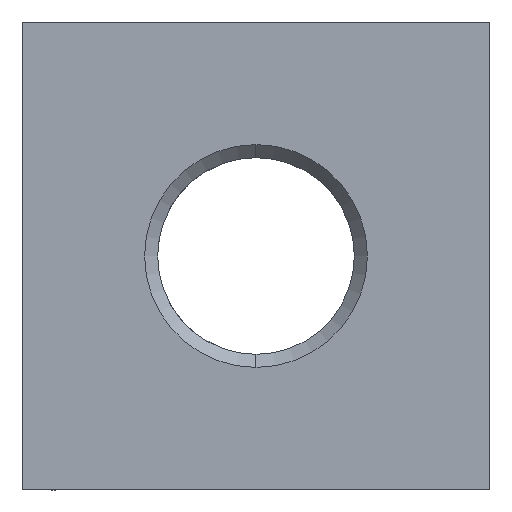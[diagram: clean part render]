
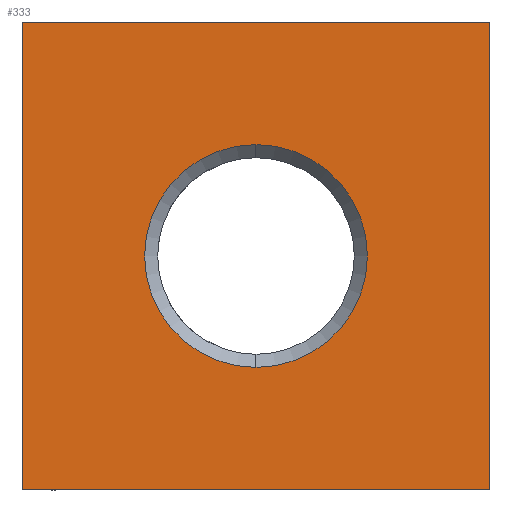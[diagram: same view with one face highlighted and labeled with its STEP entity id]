
A CAD part, left-side view. The second image highlights one B-rep face of the part: STEP entity #333.
In plain terms, the highlighted planar face has unit normal (-1, 0, 0).
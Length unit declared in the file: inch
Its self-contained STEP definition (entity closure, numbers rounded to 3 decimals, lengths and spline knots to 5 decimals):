
#6 = CARTESIAN_POINT ( 'NONE',  ( -4.75, -0.625, 0.625 ) ) ;
#91 = EDGE_CURVE ( 'NONE', #1325, #796, #1616, .T. ) ;
#123 = CIRCLE ( 'NONE', #1857, 0.2975 ) ;
#131 = CARTESIAN_POINT ( 'NONE',  ( -4.75, 0.625, -0.625 ) ) ;
#137 = DIRECTION ( 'NONE',  ( 0., 0., 1. ) ) ;
#167 = EDGE_CURVE ( 'NONE', #602, #1023, #1823, .T. ) ;
#221 = FACE_OUTER_BOUND ( 'NONE', #907, .T. ) ;
#239 = CARTESIAN_POINT ( 'NONE',  ( -4.75, 0., 0. ) ) ;
#333 = ADVANCED_FACE ( 'NONE', ( #1107, #221 ), #655, .T. ) ;
#338 = VECTOR ( 'NONE', #958, 39.37008 ) ;
#380 = AXIS2_PLACEMENT_3D ( 'NONE', #1258, #812, #1689 ) ;
#493 = ORIENTED_EDGE ( 'NONE', *, *, #91, .F. ) ;
#509 = CARTESIAN_POINT ( 'NONE',  ( -4.75, -0.625, -0.625 ) ) ;
#531 = DIRECTION ( 'NONE',  ( 1., 0., 0. ) ) ;
#564 = CARTESIAN_POINT ( 'NONE',  ( -4.75, 0., 0.2975 ) ) ;
#565 = VERTEX_POINT ( 'NONE', #1153 ) ;
#583 = ORIENTED_EDGE ( 'NONE', *, *, #167, .T. ) ;
#602 = VERTEX_POINT ( 'NONE', #564 ) ;
#628 = ORIENTED_EDGE ( 'NONE', *, *, #771, .F. ) ;
#655 = PLANE ( 'NONE',  #380 ) ;
#771 = EDGE_CURVE ( 'NONE', #1618, #565, #1152, .T. ) ;
#796 = VERTEX_POINT ( 'NONE', #131 ) ;
#812 = DIRECTION ( 'NONE',  ( -1., 0., 0. ) ) ;
#833 = VECTOR ( 'NONE', #1319, 39.37008 ) ;
#883 = ORIENTED_EDGE ( 'NONE', *, *, #1500, .F. ) ;
#907 = EDGE_LOOP ( 'NONE', ( #883, #628, #1186, #493 ) ) ;
#958 = DIRECTION ( 'NONE',  ( 0., 1., 0. ) ) ;
#1023 = VERTEX_POINT ( 'NONE', #1113 ) ;
#1075 = DIRECTION ( 'NONE',  ( 0., 0., -1. ) ) ;
#1107 = FACE_BOUND ( 'NONE', #1372, .T. ) ;
#1113 = CARTESIAN_POINT ( 'NONE',  ( -4.75, 0., -0.2975 ) ) ;
#1137 = CARTESIAN_POINT ( 'NONE',  ( -4.75, 0.625, 0.625 ) ) ;
#1152 = LINE ( 'NONE', #1620, #833 ) ;
#1153 = CARTESIAN_POINT ( 'NONE',  ( -4.75, -0.625, 0.625 ) ) ;
#1169 = VECTOR ( 'NONE', #1352, 39.37008 ) ;
#1186 = ORIENTED_EDGE ( 'NONE', *, *, #1326, .F. ) ;
#1196 = CARTESIAN_POINT ( 'NONE',  ( -4.75, 0.625, -0.625 ) ) ;
#1198 = LINE ( 'NONE', #1196, #1169 ) ;
#1258 = CARTESIAN_POINT ( 'NONE',  ( -4.75, -0.625, 0.625 ) ) ;
#1319 = DIRECTION ( 'NONE',  ( 0., -1., 0. ) ) ;
#1325 = VERTEX_POINT ( 'NONE', #1819 ) ;
#1326 = EDGE_CURVE ( 'NONE', #796, #1618, #1198, .T. ) ;
#1352 = DIRECTION ( 'NONE',  ( 0., 0., 1. ) ) ;
#1372 = EDGE_LOOP ( 'NONE', ( #583, #1562 ) ) ;
#1404 = VECTOR ( 'NONE', #1075, 39.37008 ) ;
#1500 = EDGE_CURVE ( 'NONE', #565, #1325, #1695, .T. ) ;
#1562 = ORIENTED_EDGE ( 'NONE', *, *, #1726, .T. ) ;
#1601 = DIRECTION ( 'NONE',  ( 0., 0., 1. ) ) ;
#1616 = LINE ( 'NONE', #509, #338 ) ;
#1618 = VERTEX_POINT ( 'NONE', #1137 ) ;
#1620 = CARTESIAN_POINT ( 'NONE',  ( -4.75, 0.625, 0.625 ) ) ;
#1689 = DIRECTION ( 'NONE',  ( 0., 0., 1. ) ) ;
#1695 = LINE ( 'NONE', #6, #1404 ) ;
#1726 = EDGE_CURVE ( 'NONE', #1023, #602, #123, .T. ) ;
#1757 = AXIS2_PLACEMENT_3D ( 'NONE', #239, #531, #1601 ) ;
#1766 = DIRECTION ( 'NONE',  ( 1., 0., 0. ) ) ;
#1783 = CARTESIAN_POINT ( 'NONE',  ( -4.75, 0., 0. ) ) ;
#1819 = CARTESIAN_POINT ( 'NONE',  ( -4.75, -0.625, -0.625 ) ) ;
#1823 = CIRCLE ( 'NONE', #1757, 0.2975 ) ;
#1857 = AXIS2_PLACEMENT_3D ( 'NONE', #1783, #1766, #137 ) ;
